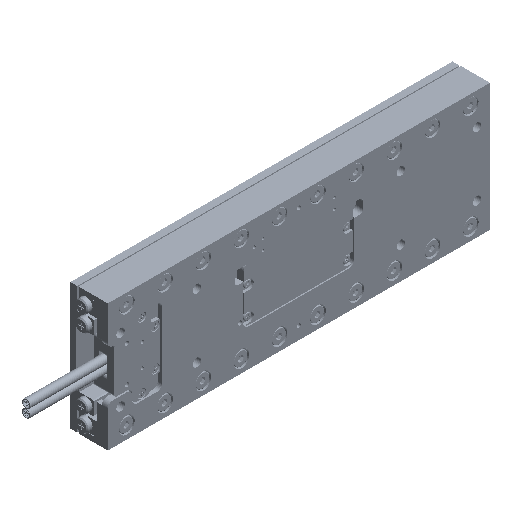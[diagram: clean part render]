
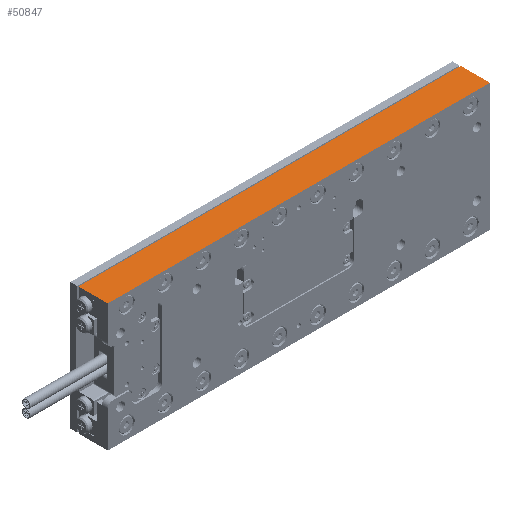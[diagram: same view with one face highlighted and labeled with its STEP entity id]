
A CAD part, isometric view. The second image highlights one B-rep face of the part: STEP entity #50847.
In plain terms, the highlighted planar face has unit normal (0, 0, 1).
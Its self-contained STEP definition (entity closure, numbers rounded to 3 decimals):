
#839 = VERTEX_POINT ( 'NONE', #2862 ) ;
#2862 = CARTESIAN_POINT ( 'NONE',  ( 75., 0., 25. ) ) ;
#3225 = ORIENTED_EDGE ( 'NONE', *, *, #70257, .F. ) ;
#4774 = LINE ( 'NONE', #5216, #22092 ) ;
#4825 = VERTEX_POINT ( 'NONE', #38164 ) ;
#5216 = CARTESIAN_POINT ( 'NONE',  ( 75., 5.5, 25. ) ) ;
#8115 = EDGE_CURVE ( 'NONE', #4825, #839, #58733, .T. ) ;
#8967 = FACE_OUTER_BOUND ( 'NONE', #31870, .T. ) ;
#10218 = VECTOR ( 'NONE', #32586, 1000. ) ;
#10662 = EDGE_CURVE ( 'NONE', #62266, #839, #4774, .T. ) ;
#12002 = CARTESIAN_POINT ( 'NONE',  ( -81.357, 11.5, 25. ) ) ;
#16388 = DIRECTION ( 'NONE',  ( -1., 0., 0. ) ) ;
#16986 = VECTOR ( 'NONE', #77942, 1000. ) ;
#22092 = VECTOR ( 'NONE', #71669, 1000. ) ;
#30764 = VERTEX_POINT ( 'NONE', #81223 ) ;
#31236 = CARTESIAN_POINT ( 'NONE',  ( -75., 0., 25. ) ) ;
#31870 = EDGE_LOOP ( 'NONE', ( #50702, #79852, #3225, #83308 ) ) ;
#32586 = DIRECTION ( 'NONE',  ( 1., 0., 0. ) ) ;
#36706 = EDGE_CURVE ( 'NONE', #30764, #4825, #43589, .T. ) ;
#38164 = CARTESIAN_POINT ( 'NONE',  ( -75., 0., 25. ) ) ;
#43589 = LINE ( 'NONE', #64527, #45880 ) ;
#45555 = CARTESIAN_POINT ( 'NONE',  ( 75., 11.5, 25. ) ) ;
#45880 = VECTOR ( 'NONE', #84612, 1000. ) ;
#48806 = CARTESIAN_POINT ( 'NONE',  ( -75., 5.5, 25. ) ) ;
#50702 = ORIENTED_EDGE ( 'NONE', *, *, #8115, .T. ) ;
#50847 = ADVANCED_FACE ( 'NONE', ( #8967 ), #68864, .F. ) ;
#58733 = LINE ( 'NONE', #31236, #16986 ) ;
#61052 = AXIS2_PLACEMENT_3D ( 'NONE', #48806, #63173, #16388 ) ;
#62266 = VERTEX_POINT ( 'NONE', #45555 ) ;
#63173 = DIRECTION ( 'NONE',  ( 0., 0., -1. ) ) ;
#64527 = CARTESIAN_POINT ( 'NONE',  ( -75., 5.5, 25. ) ) ;
#68864 = PLANE ( 'NONE',  #61052 ) ;
#70257 = EDGE_CURVE ( 'NONE', #30764, #62266, #85858, .T. ) ;
#71669 = DIRECTION ( 'NONE',  ( 0., -1., 0. ) ) ;
#77942 = DIRECTION ( 'NONE',  ( 1., 0., 0. ) ) ;
#79852 = ORIENTED_EDGE ( 'NONE', *, *, #10662, .F. ) ;
#81223 = CARTESIAN_POINT ( 'NONE',  ( -75., 11.5, 25. ) ) ;
#83308 = ORIENTED_EDGE ( 'NONE', *, *, #36706, .T. ) ;
#84612 = DIRECTION ( 'NONE',  ( 0., -1., 0. ) ) ;
#85858 = LINE ( 'NONE', #12002, #10218 ) ;
